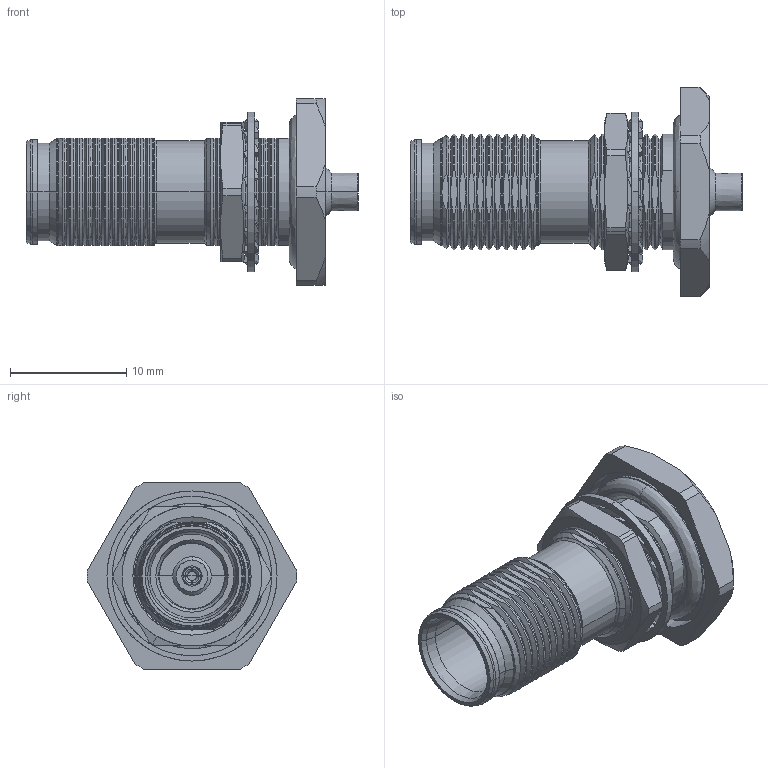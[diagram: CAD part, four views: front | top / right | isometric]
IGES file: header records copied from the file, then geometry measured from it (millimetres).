
Start section: SolidWorks IGES file using analytic representation for surfaces
Global section: file name: R180.301.007.IGS; native system: SolidWorks 2017; preprocessor: SolidWorks 2017; author: ji_e; date: 170930.095539; units: millimetre
Bounding box: 28.5 x 18 x 16 mm (x, y, z)
Surface area: 2237.8 mm2 (no closed solid volume)
Topology: 0 solids, 0 shells, 552 faces, 4410 edges, 4406 vertices
Faces by surface type: revolution 385, bspline 167
